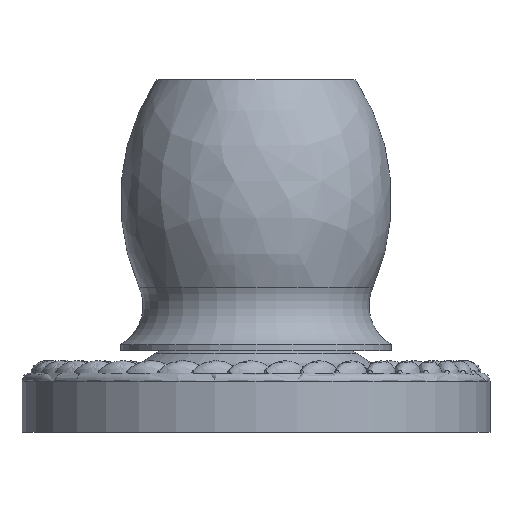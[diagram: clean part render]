
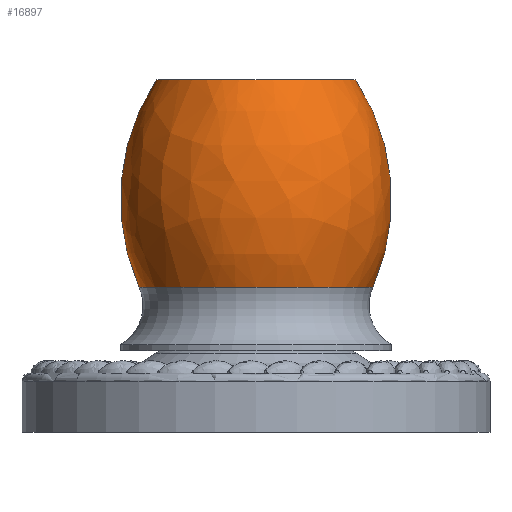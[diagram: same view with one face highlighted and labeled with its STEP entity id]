
A CAD part, left-side view. The second image highlights one B-rep face of the part: STEP entity #16897.
In plain terms, the highlighted free-form (B-spline) face has degree [3, 3] with [7, 4] control points.
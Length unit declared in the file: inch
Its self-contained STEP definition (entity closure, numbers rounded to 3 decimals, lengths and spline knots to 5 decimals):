
#15546=CARTESIAN_POINT('',(0.,-0.446,0.838));
#15547=DIRECTION('',(1.,0.,0.));
#15548=DIRECTION('',(0.,0.914,-0.407));
#15549=AXIS2_PLACEMENT_3D('',#15546,#15547,#15548);
#15551=CARTESIAN_POINT('',(0.,0.446,0.838));
#15552=DIRECTION('',(-1.,0.,0.));
#15553=DIRECTION('',(0.,-0.914,-0.407));
#15554=AXIS2_PLACEMENT_3D('',#15551,#15552,#15553);
#15556=CARTESIAN_POINT('',(0.,0.,0.35166));
#15557=DIRECTION('',(0.,0.,1.));
#15558=DIRECTION('',(0.,1.,0.));
#15559=AXIS2_PLACEMENT_3D('',#15556,#15557,#15558);
#15561=CARTESIAN_POINT('',(0.,0.,1.5));
#15562=DIRECTION('',(0.,0.,1.));
#15563=DIRECTION('',(0.,1.,0.));
#15564=AXIS2_PLACEMENT_3D('',#15561,#15562,#15563);
#16658=CARTESIAN_POINT('',(0.,0.64665,0.35166));
#16659=VERTEX_POINT('',#16658);
#16660=CARTESIAN_POINT('',(0.,0.55008,1.5));
#16661=VERTEX_POINT('',#16660);
#16666=CARTESIAN_POINT('',(0.,-0.64665,0.35166));
#16667=VERTEX_POINT('',#16666);
#16668=CARTESIAN_POINT('',(0.,-0.55008,1.5));
#16669=VERTEX_POINT('',#16668);
#16861=CARTESIAN_POINT('',(0.03369,-0.53551,
1.51989));
#16862=CARTESIAN_POINT('',(0.04934,-0.78418,
1.16087));
#16863=CARTESIAN_POINT('',(0.05164,-0.82073,
0.72539));
#16864=CARTESIAN_POINT('',(0.03998,-0.6354,
0.32979));
#16865=CARTESIAN_POINT('',(-0.29586,-0.55624,
1.51989));
#16866=CARTESIAN_POINT('',(-0.43325,-0.81454,
1.16087));
#16867=CARTESIAN_POINT('',(-0.45344,-0.85251,
0.72539));
#16868=CARTESIAN_POINT('',(-0.35105,-0.66,
0.32979));
#16869=CARTESIAN_POINT('',(-0.53657,-0.3302,
1.51989));
#16870=CARTESIAN_POINT('',(-0.78573,-0.48354,
1.16087));
#16871=CARTESIAN_POINT('',(-0.82235,-0.50607,
0.72539));
#16872=CARTESIAN_POINT('',(-0.63665,-0.3918,
0.32979));
#16873=CARTESIAN_POINT('',(-0.53657,0.,1.51989));
#16874=CARTESIAN_POINT('',(-0.78573,0.,1.16087));
#16875=CARTESIAN_POINT('',(-0.82235,0.,0.72539));
#16876=CARTESIAN_POINT('',(-0.63665,0.,0.32979));
#16877=CARTESIAN_POINT('',(-0.53657,0.3302,
1.51989));
#16878=CARTESIAN_POINT('',(-0.78573,0.48354,
1.16087));
#16879=CARTESIAN_POINT('',(-0.82235,0.50607,
0.72539));
#16880=CARTESIAN_POINT('',(-0.63665,0.3918,
0.32979));
#16881=CARTESIAN_POINT('',(-0.29586,0.55624,
1.51989));
#16882=CARTESIAN_POINT('',(-0.43325,0.81454,
1.16087));
#16883=CARTESIAN_POINT('',(-0.45344,0.85251,
0.72539));
#16884=CARTESIAN_POINT('',(-0.35105,0.66,
0.32979));
#16885=CARTESIAN_POINT('',(0.03369,0.53551,
1.51989));
#16886=CARTESIAN_POINT('',(0.04934,0.78418,
1.16087));
#16887=CARTESIAN_POINT('',(0.05164,0.82073,
0.72539));
#16888=CARTESIAN_POINT('',(0.03998,0.6354,
0.32979));
#16889=(BOUNDED_SURFACE()B_SPLINE_SURFACE(3,3,((#16861,#16862,#16863,#16864),(
#16865,#16866,#16867,#16868),(#16869,#16870,#16871,#16872),(#16873,#16874,
#16875,#16876),(#16877,#16878,#16879,#16880),(#16881,#16882,#16883,#16884),(
#16885,#16886,#16887,#16888)),.UNSPECIFIED.,.F.,.F.,.F.)B_SPLINE_SURFACE_WITH_KNOTS((4,3,4),(4,4),(0.,1.,2.),(0.,1.),.UNSPECIFIED.)GEOMETRIC_REPRESENTATION_ITEM()RATIONAL_B_SPLINE_SURFACE(((1.272,1.159,
1.159,1.272),(1.005,0.915,
0.915,1.005),(1.005,0.915,
0.915,1.005),(1.272,1.159,
1.159,1.272),(1.005,0.915,
0.915,1.005),(1.005,0.915,
0.915,1.005),(1.272,1.159,
1.159,1.272)))REPRESENTATION_ITEM('')SURFACE());
#16890=ORIENTED_EDGE('',*,*,#16851,.T.);
#16892=ORIENTED_EDGE('',*,*,#16891,.T.);
#16893=ORIENTED_EDGE('',*,*,#16854,.F.);
#16894=ORIENTED_EDGE('',*,*,#16801,.F.);
#16895=EDGE_LOOP('',(#16890,#16892,#16893,#16894));
#16896=FACE_OUTER_BOUND('',#16895,.F.);
#16897=ADVANCED_FACE('',(#16896),#16889,.T.);
#15550=CIRCLE('',#15549,1.196);
#15555=CIRCLE('',#15554,1.196);
#15560=CIRCLE('',#15559,0.64665);
#15565=CIRCLE('',#15564,0.55008);
#16801=EDGE_CURVE('',#16659,#16667,#15560,.T.);
#16851=EDGE_CURVE('',#16659,#16661,#15550,.T.);
#16854=EDGE_CURVE('',#16667,#16669,#15555,.T.);
#16891=EDGE_CURVE('',#16661,#16669,#15565,.T.);
